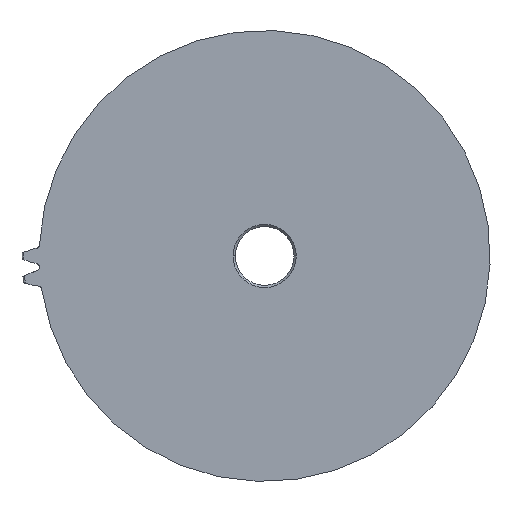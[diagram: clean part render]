
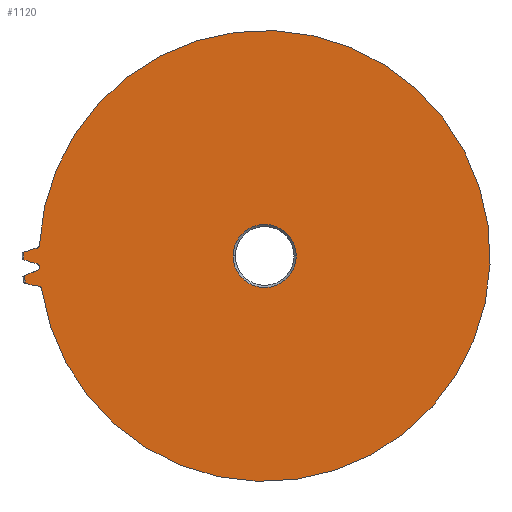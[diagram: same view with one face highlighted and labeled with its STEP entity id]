
A CAD part, left-side view. The second image highlights one B-rep face of the part: STEP entity #1120.
In plain terms, the highlighted planar face has unit normal (-1, 0, 0).
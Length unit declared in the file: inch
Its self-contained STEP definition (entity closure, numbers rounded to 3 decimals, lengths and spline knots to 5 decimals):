
#252=CARTESIAN_POINT('',(-0.0625,0.51166,0.00784));
#253=CARTESIAN_POINT('',(-0.0625,0.5115,0.0079));
#254=CARTESIAN_POINT('',(-0.0625,0.50985,0.00858));
#255=CARTESIAN_POINT('',(-0.0625,0.50671,0.00983));
#256=CARTESIAN_POINT('',(-0.0625,0.50221,0.0115));
#257=CARTESIAN_POINT('',(-0.0625,0.49766,0.01302));
#258=CARTESIAN_POINT('',(-0.0625,0.49306,0.01441));
#259=CARTESIAN_POINT('',(-0.0625,0.48842,0.01565));
#260=CARTESIAN_POINT('',(-0.0625,0.48523,0.01639));
#261=CARTESIAN_POINT('',(-0.0625,0.48359,0.01674));
#262=CARTESIAN_POINT('',(-0.0625,0.48352,0.01676));
#264=CARTESIAN_POINT('',(-0.0625,0.48481,0.02271));
#265=DIRECTION('',(-1.,0.,0.));
#266=DIRECTION('',(0.,-0.212,-0.977));
#267=AXIS2_PLACEMENT_3D('',#264,#265,#266);
#269=CARTESIAN_POINT('',(-0.0625,0.48025,-0.07012));
#270=DIRECTION('',(-1.,0.,0.));
#271=DIRECTION('',(0.,-0.99,0.144));
#272=AXIS2_PLACEMENT_3D('',#269,#270,#271);
#274=CARTESIAN_POINT('',(-0.0625,0.47955,-0.06407));
#275=CARTESIAN_POINT('',(-0.0625,0.47963,-0.06406));
#276=CARTESIAN_POINT('',(-0.0625,0.48129,-0.06387));
#277=CARTESIAN_POINT('',(-0.0625,0.48454,-0.06344));
#278=CARTESIAN_POINT('',(-0.0625,0.48927,-0.06267));
#279=CARTESIAN_POINT('',(-0.0625,0.49399,-0.06174));
#280=CARTESIAN_POINT('',(-0.0625,0.49867,-0.06067));
#281=CARTESIAN_POINT('',(-0.0625,0.50331,-0.05945));
#282=CARTESIAN_POINT('',(-0.0625,0.50656,-0.05851));
#283=CARTESIAN_POINT('',(-0.0625,0.50826,-0.058));
#284=CARTESIAN_POINT('',(-0.0625,0.50843,-0.05795));
#286=CARTESIAN_POINT('',(-0.0625,0.,0.));
#287=DIRECTION('',(-1.,0.,0.));
#288=DIRECTION('',(0.,0.997,-0.083));
#289=AXIS2_PLACEMENT_3D('',#286,#287,#288);
#291=CARTESIAN_POINT('',(-0.0625,0.50996,-0.04235));
#292=CARTESIAN_POINT('',(-0.0625,0.50981,-0.04227));
#293=CARTESIAN_POINT('',(-0.0625,0.50824,-0.04143));
#294=CARTESIAN_POINT('',(-0.0625,0.50524,-0.03988));
#295=CARTESIAN_POINT('',(-0.0625,0.50092,-0.03779));
#296=CARTESIAN_POINT('',(-0.0625,0.49654,-0.03582));
#297=CARTESIAN_POINT('',(-0.0625,0.4921,-0.03399));
#298=CARTESIAN_POINT('',(-0.0625,0.4876,-0.0323));
#299=CARTESIAN_POINT('',(-0.0625,0.4845,-0.03125));
#300=CARTESIAN_POINT('',(-0.0625,0.48291,-0.03074));
#301=CARTESIAN_POINT('',(-0.0625,0.48284,-0.03072));
#303=CARTESIAN_POINT('',(-0.0625,0.4847,-0.02492));
#304=DIRECTION('',(-1.,0.,0.));
#305=DIRECTION('',(0.,-0.306,-0.952));
#306=AXIS2_PLACEMENT_3D('',#303,#304,#305);
#308=CARTESIAN_POINT('',(-0.0625,0.48481,-0.02271));
#309=DIRECTION('',(-1.,0.,0.));
#310=DIRECTION('',(0.,-0.999,0.047));
#311=AXIS2_PLACEMENT_3D('',#308,#309,#310);
#313=CARTESIAN_POINT('',(-0.0625,0.48352,-0.01676));
#314=CARTESIAN_POINT('',(-0.0625,0.48359,-0.01674));
#315=CARTESIAN_POINT('',(-0.0625,0.48523,-0.01639));
#316=CARTESIAN_POINT('',(-0.0625,0.48842,-0.01565));
#317=CARTESIAN_POINT('',(-0.0625,0.49306,-0.01441));
#318=CARTESIAN_POINT('',(-0.0625,0.49766,-0.01302));
#319=CARTESIAN_POINT('',(-0.0625,0.50221,-0.0115));
#320=CARTESIAN_POINT('',(-0.0625,0.50671,-0.00983));
#321=CARTESIAN_POINT('',(-0.0625,0.50985,-0.00858));
#322=CARTESIAN_POINT('',(-0.0625,0.5115,-0.0079));
#323=CARTESIAN_POINT('',(-0.0625,0.51166,-0.00784));
#325=CARTESIAN_POINT('',(-0.0625,0.,0.));
#326=DIRECTION('',(-1.,0.,0.));
#327=DIRECTION('',(0.,1.,0.));
#328=AXIS2_PLACEMENT_3D('',#325,#326,#327);
#330=CARTESIAN_POINT('',(-0.0625,0.,0.));
#331=DIRECTION('',(-1.,0.,0.));
#332=DIRECTION('',(0.,-1.,0.));
#333=AXIS2_PLACEMENT_3D('',#330,#331,#332);
#340=CARTESIAN_POINT('',(-0.0625,0.,0.));
#341=DIRECTION('',(-1.,0.,0.));
#342=DIRECTION('',(0.,1.,0.015));
#343=AXIS2_PLACEMENT_3D('',#340,#341,#342);
#354=CARTESIAN_POINT('',(-0.0625,0.51166,-0.00784));
#387=CARTESIAN_POINT('',(-0.0625,0.,0.));
#388=DIRECTION('',(-1.,0.,0.));
#389=DIRECTION('',(0.,0.999,-0.047));
#390=AXIS2_PLACEMENT_3D('',#387,#388,#389);
#396=CARTESIAN_POINT('',(-0.0625,0.,0.));
#397=DIRECTION('',(-1.,0.,0.));
#398=DIRECTION('',(0.,0.99,-0.144));
#399=AXIS2_PLACEMENT_3D('',#396,#397,#398);
#552=CARTESIAN_POINT('',(-0.0625,0.51166,0.00784));
#639=CARTESIAN_POINT('',(-0.0625,0.48352,0.01676));
#641=VERTEX_POINT('',#639);
#643=CARTESIAN_POINT('',(-0.0625,0.48352,-0.01676));
#645=VERTEX_POINT('',#643);
#647=CARTESIAN_POINT('',(-0.0625,0.47872,0.02243));
#649=VERTEX_POINT('',#647);
#651=CARTESIAN_POINT('',(-0.0625,0.47872,-0.02243));
#653=VERTEX_POINT('',#651);
#655=CARTESIAN_POINT('',(-0.0625,0.48284,-0.03072));
#657=VERTEX_POINT('',#655);
#659=CARTESIAN_POINT('',(-0.0625,0.47955,-0.06407));
#661=VERTEX_POINT('',#659);
#663=CARTESIAN_POINT('',(-0.0625,0.47862,-0.0246));
#665=VERTEX_POINT('',#663);
#667=CARTESIAN_POINT('',(-0.0625,0.47422,-0.06924));
#669=VERTEX_POINT('',#667);
#671=CARTESIAN_POINT('',(-0.0625,0.50996,-0.04235));
#672=CARTESIAN_POINT('',(-0.0625,0.50843,-0.05795));
#673=VERTEX_POINT('',#671);
#674=VERTEX_POINT('',#672);
#680=VERTEX_POINT('',#552);
#683=VERTEX_POINT('',#354);
#699=CARTESIAN_POINT('',(-0.0625,0.06708,0.));
#700=CARTESIAN_POINT('',(-0.0625,-0.06708,0.));
#701=VERTEX_POINT('',#699);
#702=VERTEX_POINT('',#700);
#1084=CARTESIAN_POINT('',(-0.0625,0.,0.));
#1085=DIRECTION('',(1.,0.,0.));
#1086=DIRECTION('',(0.,0.,-1.));
#1087=AXIS2_PLACEMENT_3D('',#1084,#1085,#1086);
#1088=PLANE('',#1087);
#1090=ORIENTED_EDGE('',*,*,#1089,.F.);
#1092=ORIENTED_EDGE('',*,*,#1091,.T.);
#1094=ORIENTED_EDGE('',*,*,#1093,.T.);
#1096=ORIENTED_EDGE('',*,*,#1095,.F.);
#1098=ORIENTED_EDGE('',*,*,#1097,.T.);
#1100=ORIENTED_EDGE('',*,*,#1099,.T.);
#1102=ORIENTED_EDGE('',*,*,#1101,.F.);
#1104=ORIENTED_EDGE('',*,*,#1103,.T.);
#1106=ORIENTED_EDGE('',*,*,#1105,.T.);
#1108=ORIENTED_EDGE('',*,*,#1107,.F.);
#1110=ORIENTED_EDGE('',*,*,#1109,.T.);
#1112=ORIENTED_EDGE('',*,*,#1111,.T.);
#1113=EDGE_LOOP('',(#1090,#1092,#1094,#1096,#1098,#1100,#1102,#1104,#1106,#1108,
#1110,#1112));
#1114=FACE_OUTER_BOUND('',#1113,.F.);
#1115=ORIENTED_EDGE('',*,*,#1074,.T.);
#1117=ORIENTED_EDGE('',*,*,#1116,.T.);
#1118=EDGE_LOOP('',(#1115,#1117));
#1119=FACE_BOUND('',#1118,.F.);
#1120=ADVANCED_FACE('',(#1114,#1119),#1088,.F.);
#263=B_SPLINE_CURVE_WITH_KNOTS('',3,(#252,#253,#254,#255,#256,#257,#258,#259,
#260,#261,#262),.UNSPECIFIED.,.F.,.F.,(4,1,1,1,1,1,1,1,4),(0.,
0.01794,0.18036,0.34277,0.50519,
0.66761,0.83002,0.99244,1.),.UNSPECIFIED.);
#268=CIRCLE('',#267,0.00609);
#273=CIRCLE('',#272,0.00609);
#285=B_SPLINE_CURVE_WITH_KNOTS('',3,(#274,#275,#276,#277,#278,#279,#280,#281,
#282,#283,#284),.UNSPECIFIED.,.F.,.F.,(4,1,1,1,1,1,1,1,4),(0.,
0.00756,0.16998,0.33239,0.49481,
0.65723,0.81964,0.98206,1.),.UNSPECIFIED.);
#290=CIRCLE('',#289,0.51172);
#302=B_SPLINE_CURVE_WITH_KNOTS('',3,(#291,#292,#293,#294,#295,#296,#297,#298,
#299,#300,#301),.UNSPECIFIED.,.F.,.F.,(4,1,1,1,1,1,1,1,4),(0.,
0.01794,0.18036,0.34277,0.50519,
0.66761,0.83002,0.99244,1.),.UNSPECIFIED.);
#307=CIRCLE('',#306,0.00609);
#312=CIRCLE('',#311,0.00609);
#324=B_SPLINE_CURVE_WITH_KNOTS('',3,(#313,#314,#315,#316,#317,#318,#319,#320,
#321,#322,#323),.UNSPECIFIED.,.F.,.F.,(4,1,1,1,1,1,1,1,4),(0.,
0.00756,0.16998,0.33239,0.49481,
0.65723,0.81964,0.98206,1.),.UNSPECIFIED.);
#329=CIRCLE('',#328,0.06708);
#334=CIRCLE('',#333,0.06708);
#344=CIRCLE('',#343,0.51172);
#391=CIRCLE('',#390,0.47925);
#400=CIRCLE('',#399,0.47925);
#1074=EDGE_CURVE('',#701,#702,#329,.T.);
#1089=EDGE_CURVE('',#680,#683,#344,.T.);
#1091=EDGE_CURVE('',#680,#641,#263,.T.);
#1093=EDGE_CURVE('',#641,#649,#268,.T.);
#1095=EDGE_CURVE('',#669,#649,#400,.T.);
#1097=EDGE_CURVE('',#669,#661,#273,.T.);
#1099=EDGE_CURVE('',#661,#674,#285,.T.);
#1101=EDGE_CURVE('',#673,#674,#290,.T.);
#1103=EDGE_CURVE('',#673,#657,#302,.T.);
#1105=EDGE_CURVE('',#657,#665,#307,.T.);
#1107=EDGE_CURVE('',#653,#665,#391,.T.);
#1109=EDGE_CURVE('',#653,#645,#312,.T.);
#1111=EDGE_CURVE('',#645,#683,#324,.T.);
#1116=EDGE_CURVE('',#702,#701,#334,.T.);
